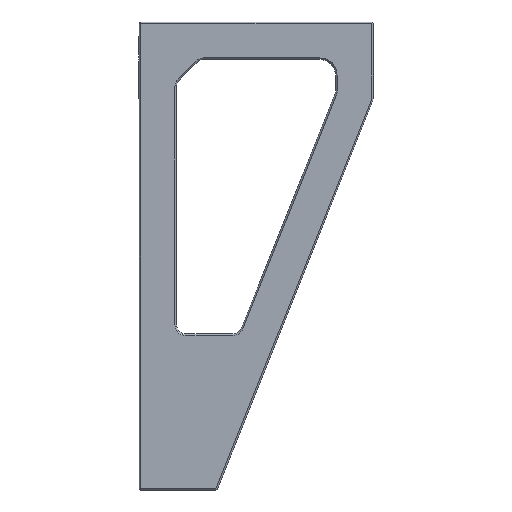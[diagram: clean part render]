
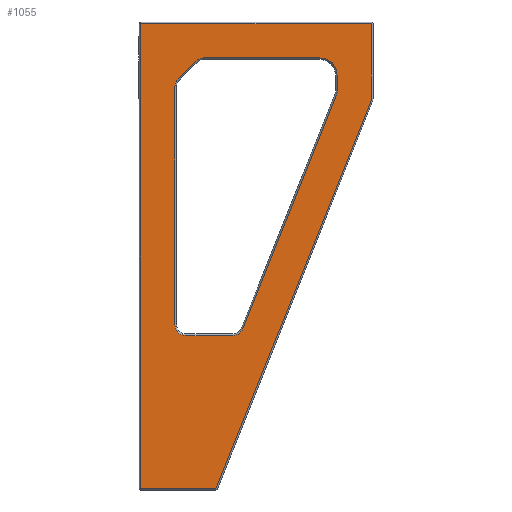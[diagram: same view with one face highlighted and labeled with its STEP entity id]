
A CAD part, front view. The second image highlights one B-rep face of the part: STEP entity #1055.
In plain terms, the highlighted planar face has unit normal (0, -1, 0).
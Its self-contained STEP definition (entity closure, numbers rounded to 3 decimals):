
#10 = EDGE_CURVE ( 'NONE', #3071, #134, #1075, .T. ) ;
#62 = ORIENTED_EDGE ( 'NONE', *, *, #10, .T. ) ;
#82 = CARTESIAN_POINT ( 'NONE',  ( -40.587, -10.084, 224.5 ) ) ;
#119 = LINE ( 'NONE', #1863, #2110 ) ;
#121 = CARTESIAN_POINT ( 'NONE',  ( 33.734, -10.084, 199.649 ) ) ;
#134 = VERTEX_POINT ( 'NONE', #2635 ) ;
#159 = EDGE_CURVE ( 'NONE', #1185, #1674, #3085, .T. ) ;
#169 = DIRECTION ( 'NONE',  ( 0., 0., 1. ) ) ;
#188 = DIRECTION ( 'NONE',  ( 0., 1., 0. ) ) ;
#249 = CARTESIAN_POINT ( 'NONE',  ( -25.587, -10.084, 128. ) ) ;
#262 = CARTESIAN_POINT ( 'NONE',  ( 33.913, -10.084, 75. ) ) ;
#271 = CIRCLE ( 'NONE', #2168, 3.5 ) ;
#274 = VERTEX_POINT ( 'NONE', #1871 ) ;
#291 = DIRECTION ( 'NONE',  ( 0., 1., 0. ) ) ;
#301 = CARTESIAN_POINT ( 'NONE',  ( -22.319, -10.084, 212.475 ) ) ;
#309 = DIRECTION ( 'NONE',  ( 0., 0., -1. ) ) ;
#323 = CARTESIAN_POINT ( 'NONE',  ( 22.663, -10.084, 201.589 ) ) ;
#358 = LINE ( 'NONE', #1843, #1252 ) ;
#380 = CARTESIAN_POINT ( 'NONE',  ( 33.913, -10.084, 224.5 ) ) ;
#393 = ORIENTED_EDGE ( 'NONE', *, *, #2796, .T. ) ;
#436 = VERTEX_POINT ( 'NONE', #1669 ) ;
#452 = EDGE_CURVE ( 'NONE', #2649, #1674, #2571, .T. ) ;
#456 = EDGE_CURVE ( 'NONE', #134, #436, #1354, .T. ) ;
#479 = DIRECTION ( 'NONE',  ( 0., 1., 0. ) ) ;
#488 = CARTESIAN_POINT ( 'NONE',  ( 22.913, -10.084, 202.889 ) ) ;
#501 = ORIENTED_EDGE ( 'NONE', *, *, #602, .T. ) ;
#513 = CARTESIAN_POINT ( 'NONE',  ( -40.087, -10.084, 224.5 ) ) ;
#521 = ORIENTED_EDGE ( 'NONE', *, *, #965, .T. ) ;
#592 = AXIS2_PLACEMENT_3D ( 'NONE', #1915, #2909, #169 ) ;
#602 = EDGE_CURVE ( 'NONE', #436, #2264, #2190, .T. ) ;
#663 = VECTOR ( 'NONE', #1889, 1000. ) ;
#786 = ORIENTED_EDGE ( 'NONE', *, *, #898, .T. ) ;
#787 = LINE ( 'NONE', #82, #1932 ) ;
#789 = EDGE_CURVE ( 'NONE', #2649, #953, #1779, .T. ) ;
#853 = ORIENTED_EDGE ( 'NONE', *, *, #2905, .T. ) ;
#861 = EDGE_CURVE ( 'NONE', #2466, #2858, #2660, .T. ) ;
#898 = EDGE_CURVE ( 'NONE', #1509, #1185, #1007, .T. ) ;
#953 = VERTEX_POINT ( 'NONE', #380 ) ;
#963 = CARTESIAN_POINT ( 'NONE',  ( -3.087, -10.084, 124.5 ) ) ;
#965 = EDGE_CURVE ( 'NONE', #274, #2723, #2872, .T. ) ;
#1007 = LINE ( 'NONE', #2772, #1255 ) ;
#1037 = EDGE_CURVE ( 'NONE', #2587, #1509, #119, .T. ) ;
#1055 = ADVANCED_FACE ( 'NONE', ( #1319, #2623 ), #1388, .F. ) ;
#1068 = DIRECTION ( 'NONE',  ( 0., 0., -1. ) ) ;
#1075 = CIRCLE ( 'NONE', #1658, 3.5 ) ;
#1099 = CIRCLE ( 'NONE', #1994, 3.5 ) ;
#1105 = EDGE_LOOP ( 'NONE', ( #1650, #786, #2273, #1892, #2336, #853 ) ) ;
#1131 = DIRECTION ( 'NONE',  ( 0., 1., 0. ) ) ;
#1140 = VERTEX_POINT ( 'NONE', #2140 ) ;
#1150 = CIRCLE ( 'NONE', #3138, 3.5 ) ;
#1165 = CARTESIAN_POINT ( 'NONE',  ( 17.413, -10.084, 208. ) ) ;
#1185 = VERTEX_POINT ( 'NONE', #2910 ) ;
#1225 = AXIS2_PLACEMENT_3D ( 'NONE', #2315, #2382, #2557 ) ;
#1252 = VECTOR ( 'NONE', #3110, 1000. ) ;
#1255 = VECTOR ( 'NONE', #1795, 1000. ) ;
#1258 = DIRECTION ( 'NONE',  ( 0., 1., 0. ) ) ;
#1266 = VERTEX_POINT ( 'NONE', #2768 ) ;
#1296 = ORIENTED_EDGE ( 'NONE', *, *, #2337, .T. ) ;
#1319 = FACE_OUTER_BOUND ( 'NONE', #1105, .T. ) ;
#1347 = DIRECTION ( 'NONE',  ( 0., 0., -1. ) ) ;
#1354 = LINE ( 'NONE', #1929, #2427 ) ;
#1388 = PLANE ( 'NONE',  #1225 ) ;
#1479 = ORIENTED_EDGE ( 'NONE', *, *, #3005, .T. ) ;
#1509 = VERTEX_POINT ( 'NONE', #2851 ) ;
#1514 = LINE ( 'NONE', #963, #2048 ) ;
#1523 = ORIENTED_EDGE ( 'NONE', *, *, #861, .T. ) ;
#1528 = DIRECTION ( 'NONE',  ( 0., 0., -1. ) ) ;
#1536 = VECTOR ( 'NONE', #3011, 1000. ) ;
#1544 = CARTESIAN_POINT ( 'NONE',  ( -10.543, -10.084, 128. ) ) ;
#1592 = DIRECTION ( 'NONE',  ( 0., -1., 0. ) ) ;
#1608 = CARTESIAN_POINT ( 'NONE',  ( -7.293, -10.084, 126.7 ) ) ;
#1650 = ORIENTED_EDGE ( 'NONE', *, *, #1037, .T. ) ;
#1658 = AXIS2_PLACEMENT_3D ( 'NONE', #2795, #479, #1718 ) ;
#1669 = CARTESIAN_POINT ( 'NONE',  ( 17.413, -10.084, 213.5 ) ) ;
#1674 = VERTEX_POINT ( 'NONE', #121 ) ;
#1718 = DIRECTION ( 'NONE',  ( 0., 0., -1. ) ) ;
#1720 = CARTESIAN_POINT ( 'NONE',  ( 33.913, -10.084, 200.578 ) ) ;
#1769 = ORIENTED_EDGE ( 'NONE', *, *, #2948, .T. ) ;
#1779 = LINE ( 'NONE', #262, #1536 ) ;
#1795 = DIRECTION ( 'NONE',  ( 1., 0., 0. ) ) ;
#1825 = AXIS2_PLACEMENT_3D ( 'NONE', #249, #1258, #2788 ) ;
#1843 = CARTESIAN_POINT ( 'NONE',  ( -29.087, -10.084, 150. ) ) ;
#1863 = CARTESIAN_POINT ( 'NONE',  ( -40.087, -10.084, 75. ) ) ;
#1871 = CARTESIAN_POINT ( 'NONE',  ( 22.663, -10.084, 201.589 ) ) ;
#1889 = DIRECTION ( 'NONE',  ( 0.371, 0., 0.928 ) ) ;
#1892 = ORIENTED_EDGE ( 'NONE', *, *, #452, .F. ) ;
#1901 = CARTESIAN_POINT ( 'NONE',  ( -25.587, -10.084, 204.257 ) ) ;
#1915 = CARTESIAN_POINT ( 'NONE',  ( 31.413, -10.084, 200.578 ) ) ;
#1929 = CARTESIAN_POINT ( 'NONE',  ( -3.087, -10.084, 213.5 ) ) ;
#1932 = VECTOR ( 'NONE', #2786, 1000. ) ;
#1969 = VERTEX_POINT ( 'NONE', #488 ) ;
#1994 = AXIS2_PLACEMENT_3D ( 'NONE', #2137, #1592, #1528 ) ;
#2048 = VECTOR ( 'NONE', #2453, 1000. ) ;
#2110 = VECTOR ( 'NONE', #309, 1000. ) ;
#2137 = CARTESIAN_POINT ( 'NONE',  ( 19.413, -10.084, 202.889 ) ) ;
#2140 = CARTESIAN_POINT ( 'NONE',  ( -28.062, -10.084, 206.732 ) ) ;
#2168 = AXIS2_PLACEMENT_3D ( 'NONE', #1901, #1131, #2664 ) ;
#2190 = CIRCLE ( 'NONE', #2450, 5.5 ) ;
#2251 = ORIENTED_EDGE ( 'NONE', *, *, #2724, .F. ) ;
#2255 = VECTOR ( 'NONE', #2346, 1000. ) ;
#2264 = VERTEX_POINT ( 'NONE', #2527 ) ;
#2267 = ORIENTED_EDGE ( 'NONE', *, *, #456, .T. ) ;
#2273 = ORIENTED_EDGE ( 'NONE', *, *, #159, .T. ) ;
#2289 = VECTOR ( 'NONE', #1347, 1000. ) ;
#2297 = CARTESIAN_POINT ( 'NONE',  ( -29.087, -10.084, 128. ) ) ;
#2307 = ORIENTED_EDGE ( 'NONE', *, *, #3065, .T. ) ;
#2315 = CARTESIAN_POINT ( 'NONE',  ( -3.087, -10.084, 150. ) ) ;
#2336 = ORIENTED_EDGE ( 'NONE', *, *, #789, .T. ) ;
#2337 = EDGE_CURVE ( 'NONE', #1266, #1140, #271, .T. ) ;
#2341 = CARTESIAN_POINT ( 'NONE',  ( 22.913, -10.084, 150. ) ) ;
#2346 = DIRECTION ( 'NONE',  ( 0.707, 0., 0.707 ) ) ;
#2363 = LINE ( 'NONE', #2603, #2255 ) ;
#2382 = DIRECTION ( 'NONE',  ( 0., 1., 0. ) ) ;
#2427 = VECTOR ( 'NONE', #2927, 1000. ) ;
#2445 = VERTEX_POINT ( 'NONE', #2878 ) ;
#2450 = AXIS2_PLACEMENT_3D ( 'NONE', #1165, #188, #3182 ) ;
#2453 = DIRECTION ( 'NONE',  ( -1., 0., 0. ) ) ;
#2456 = VECTOR ( 'NONE', #2836, 1000. ) ;
#2466 = VERTEX_POINT ( 'NONE', #3116 ) ;
#2527 = CARTESIAN_POINT ( 'NONE',  ( 22.913, -10.084, 208. ) ) ;
#2557 = DIRECTION ( 'NONE',  ( 0., 0., 1. ) ) ;
#2571 = CIRCLE ( 'NONE', #592, 2.5 ) ;
#2587 = VERTEX_POINT ( 'NONE', #513 ) ;
#2590 = EDGE_CURVE ( 'NONE', #2445, #2466, #1514, .T. ) ;
#2603 = CARTESIAN_POINT ( 'NONE',  ( -28.062, -10.084, 206.732 ) ) ;
#2615 = CARTESIAN_POINT ( 'NONE',  ( -15.926, -10.084, 75.5 ) ) ;
#2623 = FACE_BOUND ( 'NONE', #3142, .T. ) ;
#2635 = CARTESIAN_POINT ( 'NONE',  ( -19.844, -10.084, 213.5 ) ) ;
#2649 = VERTEX_POINT ( 'NONE', #1720 ) ;
#2660 = CIRCLE ( 'NONE', #1825, 3.5 ) ;
#2664 = DIRECTION ( 'NONE',  ( 0., 0., -1. ) ) ;
#2723 = VERTEX_POINT ( 'NONE', #1608 ) ;
#2724 = EDGE_CURVE ( 'NONE', #274, #1969, #1099, .T. ) ;
#2768 = CARTESIAN_POINT ( 'NONE',  ( -29.087, -10.084, 204.257 ) ) ;
#2772 = CARTESIAN_POINT ( 'NONE',  ( -40.587, -10.084, 75.5 ) ) ;
#2786 = DIRECTION ( 'NONE',  ( -1., 0., 0. ) ) ;
#2788 = DIRECTION ( 'NONE',  ( 0., 0., -1. ) ) ;
#2795 = CARTESIAN_POINT ( 'NONE',  ( -19.844, -10.084, 210. ) ) ;
#2796 = EDGE_CURVE ( 'NONE', #1140, #3071, #2363, .T. ) ;
#2812 = LINE ( 'NONE', #2341, #2289 ) ;
#2836 = DIRECTION ( 'NONE',  ( -0.371, 0., -0.928 ) ) ;
#2851 = CARTESIAN_POINT ( 'NONE',  ( -40.087, -10.084, 75.5 ) ) ;
#2858 = VERTEX_POINT ( 'NONE', #2297 ) ;
#2872 = LINE ( 'NONE', #323, #2456 ) ;
#2878 = CARTESIAN_POINT ( 'NONE',  ( -10.543, -10.084, 124.5 ) ) ;
#2905 = EDGE_CURVE ( 'NONE', #953, #2587, #787, .T. ) ;
#2909 = DIRECTION ( 'NONE',  ( 0., 1., 0. ) ) ;
#2910 = CARTESIAN_POINT ( 'NONE',  ( -15.926, -10.084, 75.5 ) ) ;
#2927 = DIRECTION ( 'NONE',  ( 1., 0., 0. ) ) ;
#2948 = EDGE_CURVE ( 'NONE', #2858, #1266, #358, .T. ) ;
#3005 = EDGE_CURVE ( 'NONE', #2723, #2445, #1150, .T. ) ;
#3011 = DIRECTION ( 'NONE',  ( 0., 0., 1. ) ) ;
#3065 = EDGE_CURVE ( 'NONE', #2264, #1969, #2812, .T. ) ;
#3071 = VERTEX_POINT ( 'NONE', #301 ) ;
#3085 = LINE ( 'NONE', #2615, #663 ) ;
#3110 = DIRECTION ( 'NONE',  ( 0., 0., 1. ) ) ;
#3116 = CARTESIAN_POINT ( 'NONE',  ( -25.587, -10.084, 124.5 ) ) ;
#3138 = AXIS2_PLACEMENT_3D ( 'NONE', #1544, #291, #1068 ) ;
#3142 = EDGE_LOOP ( 'NONE', ( #1523, #1769, #1296, #393, #62, #2267, #501, #2307, #2251, #521, #1479, #3148 ) ) ;
#3148 = ORIENTED_EDGE ( 'NONE', *, *, #2590, .T. ) ;
#3182 = DIRECTION ( 'NONE',  ( 0., 0., -1. ) ) ;
